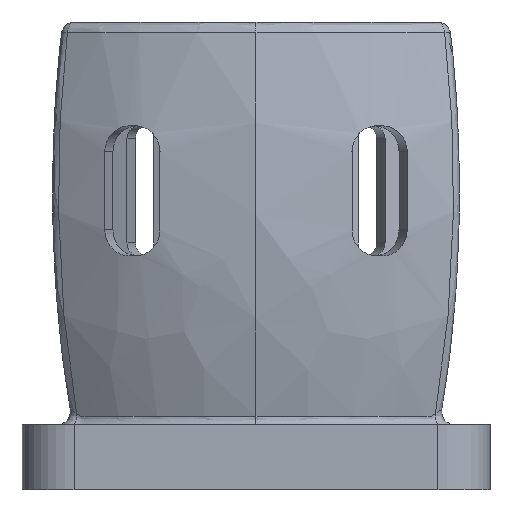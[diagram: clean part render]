
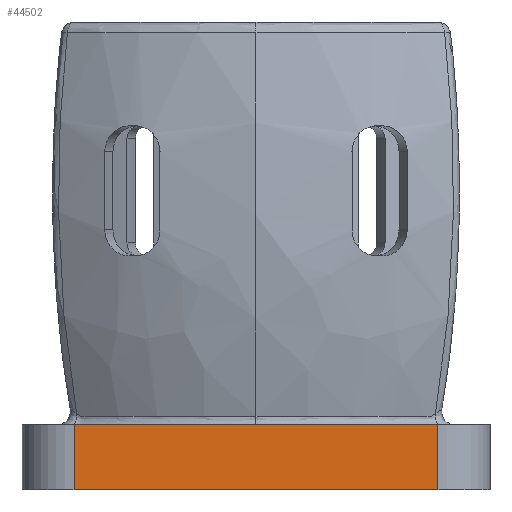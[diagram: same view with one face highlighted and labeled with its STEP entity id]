
A CAD part, front view. The second image highlights one B-rep face of the part: STEP entity #44502.
In plain terms, the highlighted planar face has unit normal (0, -1, 0).
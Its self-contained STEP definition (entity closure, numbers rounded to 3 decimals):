
#43 = CYLINDRICAL_SURFACE('',#44,8.);
#44 = AXIS2_PLACEMENT_3D('',#45,#46,#47);
#45 = CARTESIAN_POINT('',(-28.,-44.8,-36.));
#46 = DIRECTION('',(-0.,0.,1.));
#47 = DIRECTION('',(1.,0.,0.));
#68 = VERTEX_POINT('',#69);
#69 = CARTESIAN_POINT('',(-28.,-52.8,-46.));
#84 = PLANE('',#85);
#85 = AXIS2_PLACEMENT_3D('',#86,#87,#88);
#86 = CARTESIAN_POINT('',(-36.,44.8,-46.));
#87 = DIRECTION('',(0.,0.,-1.));
#88 = DIRECTION('',(-1.,0.,0.));
#100 = EDGE_CURVE('',#101,#68,#103,.T.);
#101 = VERTEX_POINT('',#102);
#102 = CARTESIAN_POINT('',(-28.,-52.8,-36.));
#103 = SURFACE_CURVE('',#104,(#108,#115),.PCURVE_S1.);
#104 = LINE('',#105,#106);
#105 = CARTESIAN_POINT('',(-28.,-52.8,-36.));
#106 = VECTOR('',#107,1.);
#107 = DIRECTION('',(0.,0.,-1.));
#108 = PCURVE('',#43,#109);
#109 = DEFINITIONAL_REPRESENTATION('',(#110),#114);
#110 = LINE('',#111,#112);
#111 = CARTESIAN_POINT('',(4.712,0.));
#112 = VECTOR('',#113,1.);
#113 = DIRECTION('',(0.,-1.));
#114 = ( GEOMETRIC_REPRESENTATION_CONTEXT(2) 
PARAMETRIC_REPRESENTATION_CONTEXT() REPRESENTATION_CONTEXT('2D SPACE',''
  ) );
#115 = PCURVE('',#116,#121);
#116 = PLANE('',#117);
#117 = AXIS2_PLACEMENT_3D('',#118,#119,#120);
#118 = CARTESIAN_POINT('',(0.,-52.8,-36.));
#119 = DIRECTION('',(0.,1.,0.));
#120 = DIRECTION('',(0.,0.,1.));
#121 = DEFINITIONAL_REPRESENTATION('',(#122),#126);
#122 = LINE('',#123,#124);
#123 = CARTESIAN_POINT('',(0.,-28.));
#124 = VECTOR('',#125,1.);
#125 = DIRECTION('',(-1.,0.));
#126 = ( GEOMETRIC_REPRESENTATION_CONTEXT(2) 
PARAMETRIC_REPRESENTATION_CONTEXT() REPRESENTATION_CONTEXT('2D SPACE',''
  ) );
#143 = PLANE('',#144);
#144 = AXIS2_PLACEMENT_3D('',#145,#146,#147);
#145 = CARTESIAN_POINT('',(-36.,44.8,-36.));
#146 = DIRECTION('',(0.,0.,-1.));
#147 = DIRECTION('',(-1.,0.,0.));
#186 = EDGE_CURVE('',#187,#101,#189,.T.);
#187 = VERTEX_POINT('',#188);
#188 = CARTESIAN_POINT('',(28.,-52.8,-36.));
#189 = SURFACE_CURVE('',#190,(#194,#201),.PCURVE_S1.);
#190 = LINE('',#191,#192);
#191 = CARTESIAN_POINT('',(0.,-52.8,-36.));
#192 = VECTOR('',#193,1.);
#193 = DIRECTION('',(-1.,0.,0.));
#194 = PCURVE('',#143,#195);
#195 = DEFINITIONAL_REPRESENTATION('',(#196),#200);
#196 = LINE('',#197,#198);
#197 = CARTESIAN_POINT('',(-36.,-97.6));
#198 = VECTOR('',#199,1.);
#199 = DIRECTION('',(1.,0.));
#200 = ( GEOMETRIC_REPRESENTATION_CONTEXT(2) 
PARAMETRIC_REPRESENTATION_CONTEXT() REPRESENTATION_CONTEXT('2D SPACE',''
  ) );
#201 = PCURVE('',#116,#202);
#202 = DEFINITIONAL_REPRESENTATION('',(#203),#207);
#203 = LINE('',#204,#205);
#204 = CARTESIAN_POINT('',(0.,0.));
#205 = VECTOR('',#206,1.);
#206 = DIRECTION('',(0.,-1.));
#207 = ( GEOMETRIC_REPRESENTATION_CONTEXT(2) 
PARAMETRIC_REPRESENTATION_CONTEXT() REPRESENTATION_CONTEXT('2D SPACE',''
  ) );
#226 = CYLINDRICAL_SURFACE('',#227,8.);
#227 = AXIS2_PLACEMENT_3D('',#228,#229,#230);
#228 = CARTESIAN_POINT('',(28.,-44.8,-36.));
#229 = DIRECTION('',(0.,0.,1.));
#230 = DIRECTION('',(-1.,0.,0.));
#7105 = VERTEX_POINT('',#7106);
#7106 = CARTESIAN_POINT('',(28.,-52.8,-46.));
#7128 = EDGE_CURVE('',#187,#7105,#7129,.T.);
#7129 = SURFACE_CURVE('',#7130,(#7134,#7141),.PCURVE_S1.);
#7130 = LINE('',#7131,#7132);
#7131 = CARTESIAN_POINT('',(28.,-52.8,-36.));
#7132 = VECTOR('',#7133,1.);
#7133 = DIRECTION('',(0.,0.,-1.));
#7134 = PCURVE('',#226,#7135);
#7135 = DEFINITIONAL_REPRESENTATION('',(#7136),#7140);
#7136 = LINE('',#7137,#7138);
#7137 = CARTESIAN_POINT('',(-4.712,0.));
#7138 = VECTOR('',#7139,1.);
#7139 = DIRECTION('',(-0.,-1.));
#7140 = ( GEOMETRIC_REPRESENTATION_CONTEXT(2) 
PARAMETRIC_REPRESENTATION_CONTEXT() REPRESENTATION_CONTEXT('2D SPACE',''
  ) );
#7141 = PCURVE('',#116,#7142);
#7142 = DEFINITIONAL_REPRESENTATION('',(#7143),#7147);
#7143 = LINE('',#7144,#7145);
#7144 = CARTESIAN_POINT('',(0.,28.));
#7145 = VECTOR('',#7146,1.);
#7146 = DIRECTION('',(-1.,0.));
#7147 = ( GEOMETRIC_REPRESENTATION_CONTEXT(2) 
PARAMETRIC_REPRESENTATION_CONTEXT() REPRESENTATION_CONTEXT('2D SPACE',''
  ) );
#44502 = ADVANCED_FACE('',(#44503),#116,.F.);
#44503 = FACE_BOUND('',#44504,.T.);
#44504 = EDGE_LOOP('',(#44505,#44506,#44507,#44528));
#44505 = ORIENTED_EDGE('',*,*,#186,.T.);
#44506 = ORIENTED_EDGE('',*,*,#100,.T.);
#44507 = ORIENTED_EDGE('',*,*,#44508,.F.);
#44508 = EDGE_CURVE('',#7105,#68,#44509,.T.);
#44509 = SURFACE_CURVE('',#44510,(#44514,#44521),.PCURVE_S1.);
#44510 = LINE('',#44511,#44512);
#44511 = CARTESIAN_POINT('',(0.,-52.8,-46.));
#44512 = VECTOR('',#44513,1.);
#44513 = DIRECTION('',(-1.,0.,0.));
#44514 = PCURVE('',#116,#44515);
#44515 = DEFINITIONAL_REPRESENTATION('',(#44516),#44520);
#44516 = LINE('',#44517,#44518);
#44517 = CARTESIAN_POINT('',(-10.,0.));
#44518 = VECTOR('',#44519,1.);
#44519 = DIRECTION('',(0.,-1.));
#44520 = ( GEOMETRIC_REPRESENTATION_CONTEXT(2) 
PARAMETRIC_REPRESENTATION_CONTEXT() REPRESENTATION_CONTEXT('2D SPACE',''
  ) );
#44521 = PCURVE('',#84,#44522);
#44522 = DEFINITIONAL_REPRESENTATION('',(#44523),#44527);
#44523 = LINE('',#44524,#44525);
#44524 = CARTESIAN_POINT('',(-36.,-97.6));
#44525 = VECTOR('',#44526,1.);
#44526 = DIRECTION('',(1.,0.));
#44527 = ( GEOMETRIC_REPRESENTATION_CONTEXT(2) 
PARAMETRIC_REPRESENTATION_CONTEXT() REPRESENTATION_CONTEXT('2D SPACE',''
  ) );
#44528 = ORIENTED_EDGE('',*,*,#7128,.F.);
